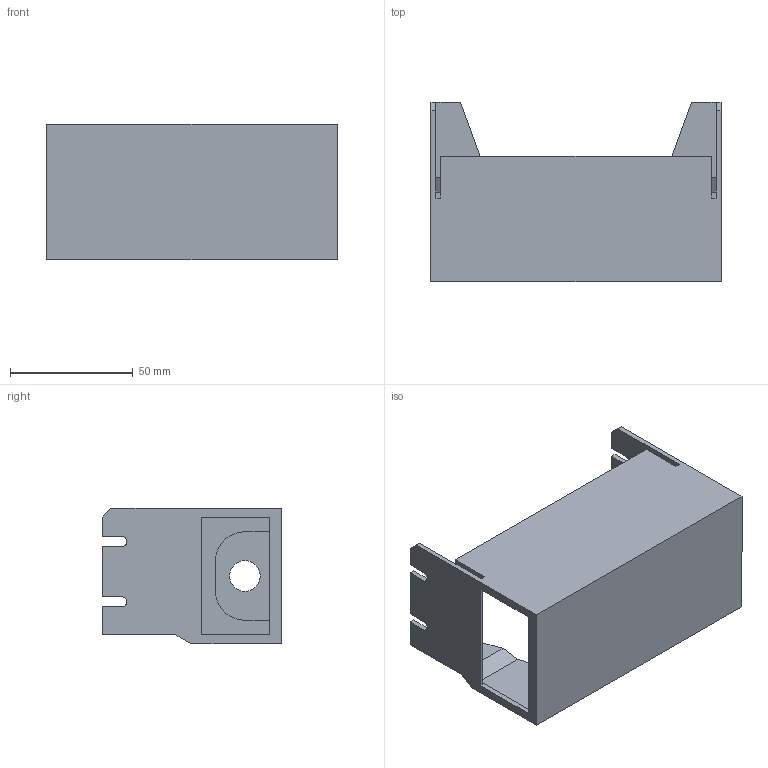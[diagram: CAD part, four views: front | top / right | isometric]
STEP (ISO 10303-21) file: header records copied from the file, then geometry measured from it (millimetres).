
FILE_DESCRIPTION (( 'STEP AP203' ), '1' );
FILE_NAME ('power supply cover-1 (no fuse 12v switch).STEP', '2021-11-19T20:29:48', ( '' ), ( '' ), 'SwSTEP 2.0', 'SolidWorks 2020', '' );
FILE_SCHEMA (( 'CONFIG_CONTROL_DESIGN' ));
Length unit declared in the file: millimetre
Products named in the file (1): power supply cover-1 (no fuse 12v switch)
Bounding box: 118 x 73 x 55 mm (x, y, z)
Volume: 54016.4 mm3; surface area: 45382.2 mm2
Topology: 1 solids, 1 shells, 91 faces, 248 edges, 160 vertices
Faces by surface type: plane 76, cylinder 12, cone 3
Entity records: 2907 total; most frequent: CARTESIAN_POINT 500, ORIENTED_EDGE 496, DIRECTION 460, EDGE_CURVE 248, LINE 220, VECTOR 220, VERTEX_POINT 160, AXIS2_PLACEMENT_3D 120
